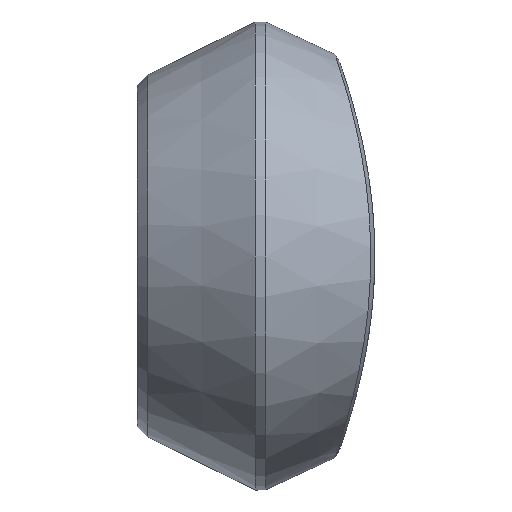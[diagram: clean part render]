
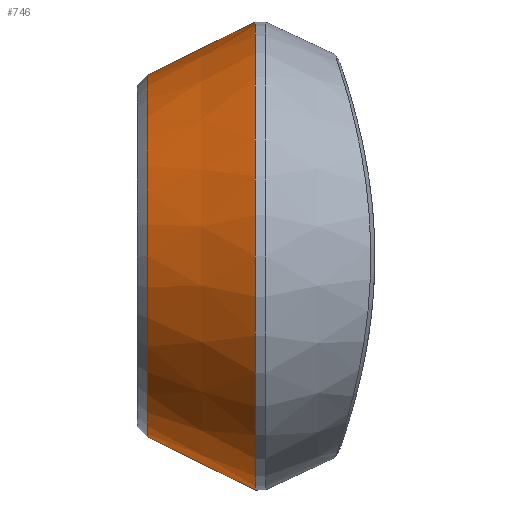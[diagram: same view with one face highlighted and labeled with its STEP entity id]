
A CAD part, left-side view. The second image highlights one B-rep face of the part: STEP entity #746.
In plain terms, the highlighted conical face has half-angle 26.212 degrees and reference radius 34.074 mm.
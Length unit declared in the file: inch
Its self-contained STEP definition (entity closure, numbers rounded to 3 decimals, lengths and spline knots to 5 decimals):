
#29 = ORIENTED_EDGE ( 'NONE', *, *, #465, .F. ) ;
#89 = DIRECTION ( 'NONE',  ( 0., 0., -1. ) ) ;
#96 = FACE_OUTER_BOUND ( 'NONE', #1266, .T. ) ;
#102 = AXIS2_PLACEMENT_3D ( 'NONE', #744, #544, #89 ) ;
#132 = VERTEX_POINT ( 'NONE', #696 ) ;
#182 = ORIENTED_EDGE ( 'NONE', *, *, #263, .T. ) ;
#199 = CARTESIAN_POINT ( 'NONE',  ( 0., 3.935, 0. ) ) ;
#213 = CARTESIAN_POINT ( 'NONE',  ( 0., 3.935, -1.73438 ) ) ;
#218 = CONICAL_SURFACE ( 'NONE', #102, 1.3415, 0.457 ) ;
#263 = EDGE_CURVE ( 'NONE', #1031, #1086, #1157, .T. ) ;
#320 = CIRCLE ( 'NONE', #643, 1.73438 ) ;
#397 = DIRECTION ( 'NONE',  ( 0., -0.897, -0.442 ) ) ;
#406 = DIRECTION ( 'NONE',  ( 0., 0., -1. ) ) ;
#412 = EDGE_CURVE ( 'NONE', #132, #1031, #1002, .T. ) ;
#418 = VECTOR ( 'NONE', #397, 39.37008 ) ;
#428 = ORIENTED_EDGE ( 'NONE', *, *, #1163, .F. ) ;
#465 = EDGE_CURVE ( 'NONE', #132, #1188, #957, .T. ) ;
#544 = DIRECTION ( 'NONE',  ( 0., -1., 0. ) ) ;
#561 = CARTESIAN_POINT ( 'NONE',  ( 0., 4.733, -1.3415 ) ) ;
#627 = DIRECTION ( 'NONE',  ( 0., -1., 0. ) ) ;
#643 = AXIS2_PLACEMENT_3D ( 'NONE', #199, #1077, #406 ) ;
#696 = CARTESIAN_POINT ( 'NONE',  ( 0., 4.733, 1.3415 ) ) ;
#744 = CARTESIAN_POINT ( 'NONE',  ( 0., 4.733, 0. ) ) ;
#746 = ADVANCED_FACE ( 'NONE', ( #96 ), #218, .T. ) ;
#843 = CARTESIAN_POINT ( 'NONE',  ( 0., 4.733, 1.3415 ) ) ;
#883 = AXIS2_PLACEMENT_3D ( 'NONE', #949, #627, #1381 ) ;
#949 = CARTESIAN_POINT ( 'NONE',  ( 0., 4.733, 0. ) ) ;
#953 = ORIENTED_EDGE ( 'NONE', *, *, #412, .T. ) ;
#957 = LINE ( 'NONE', #843, #1186 ) ;
#1002 = CIRCLE ( 'NONE', #883, 1.3415 ) ;
#1031 = VERTEX_POINT ( 'NONE', #561 ) ;
#1075 = DIRECTION ( 'NONE',  ( 0., -0.897, 0.442 ) ) ;
#1077 = DIRECTION ( 'NONE',  ( 0., -1., 0. ) ) ;
#1086 = VERTEX_POINT ( 'NONE', #213 ) ;
#1097 = CARTESIAN_POINT ( 'NONE',  ( 0., 3.935, 1.73438 ) ) ;
#1157 = LINE ( 'NONE', #1376, #418 ) ;
#1163 = EDGE_CURVE ( 'NONE', #1188, #1086, #320, .T. ) ;
#1186 = VECTOR ( 'NONE', #1075, 39.37008 ) ;
#1188 = VERTEX_POINT ( 'NONE', #1097 ) ;
#1266 = EDGE_LOOP ( 'NONE', ( #29, #953, #182, #428 ) ) ;
#1376 = CARTESIAN_POINT ( 'NONE',  ( 0., 4.733, -1.3415 ) ) ;
#1381 = DIRECTION ( 'NONE',  ( 0., 0., -1. ) ) ;
